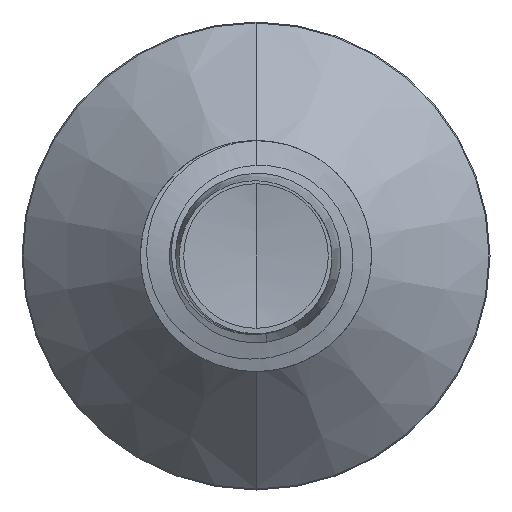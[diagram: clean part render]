
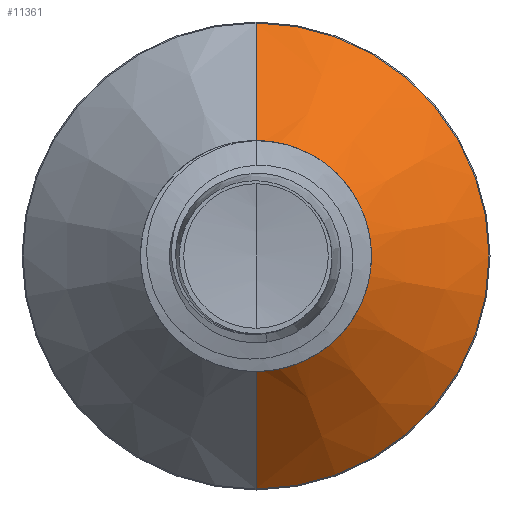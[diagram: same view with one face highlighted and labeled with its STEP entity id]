
A CAD part, front view. The second image highlights one B-rep face of the part: STEP entity #11361.
In plain terms, the highlighted conical face has half-angle 45 degrees and reference radius 0.859 mm.
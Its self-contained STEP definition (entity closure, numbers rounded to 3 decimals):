
#679 = CARTESIAN_POINT ( 'NONE',  ( 0., 2.684, 0. ) ) ;
#702 = CARTESIAN_POINT ( 'NONE',  ( 0., 2.684, 0. ) ) ;
#720 = ORIENTED_EDGE ( 'NONE', *, *, #9766, .T. ) ;
#1128 = EDGE_CURVE ( 'NONE', #3824, #3355, #8607, .T. ) ;
#1514 = ORIENTED_EDGE ( 'NONE', *, *, #8840, .F. ) ;
#1750 = DIRECTION ( 'NONE',  ( 0., 0., 1. ) ) ;
#1953 = VECTOR ( 'NONE', #13204, 1000. ) ;
#2765 = DIRECTION ( 'NONE',  ( 0., 1., 0. ) ) ;
#2849 = DIRECTION ( 'NONE',  ( 0., 0.707, -0.707 ) ) ;
#3355 = VERTEX_POINT ( 'NONE', #11156 ) ;
#3647 = DIRECTION ( 'NONE',  ( 0., 1., 0. ) ) ;
#3686 = AXIS2_PLACEMENT_3D ( 'NONE', #9802, #3647, #10817 ) ;
#3785 = VERTEX_POINT ( 'NONE', #6476 ) ;
#3824 = VERTEX_POINT ( 'NONE', #7512 ) ;
#5235 = ORIENTED_EDGE ( 'NONE', *, *, #1128, .F. ) ;
#5341 = CONICAL_SURFACE ( 'NONE', #6659, 0.859, 0.785 ) ;
#5534 = AXIS2_PLACEMENT_3D ( 'NONE', #702, #7928, #1750 ) ;
#6476 = CARTESIAN_POINT ( 'NONE',  ( 0., 2.684, 0.859 ) ) ;
#6659 = AXIS2_PLACEMENT_3D ( 'NONE', #679, #2765, #6876 ) ;
#6703 = ORIENTED_EDGE ( 'NONE', *, *, #11534, .T. ) ;
#6876 = DIRECTION ( 'NONE',  ( 0., 0., 1. ) ) ;
#7308 = EDGE_LOOP ( 'NONE', ( #720, #6703, #5235, #1514 ) ) ;
#7512 = CARTESIAN_POINT ( 'NONE',  ( 0., 3.642, 1.817 ) ) ;
#7928 = DIRECTION ( 'NONE',  ( 0., 1., 0. ) ) ;
#7997 = CARTESIAN_POINT ( 'NONE',  ( 0., 2.684, -0.859 ) ) ;
#8075 = LINE ( 'NONE', #7997, #13146 ) ;
#8393 = FACE_OUTER_BOUND ( 'NONE', #7308, .T. ) ;
#8607 = CIRCLE ( 'NONE', #3686, 1.817 ) ;
#8840 = EDGE_CURVE ( 'NONE', #3785, #3824, #10145, .T. ) ;
#8934 = CARTESIAN_POINT ( 'NONE',  ( 0., 2.684, -0.859 ) ) ;
#9766 = EDGE_CURVE ( 'NONE', #3785, #11954, #10936, .T. ) ;
#9802 = CARTESIAN_POINT ( 'NONE',  ( 0., 3.642, 0. ) ) ;
#10145 = LINE ( 'NONE', #13162, #1953 ) ;
#10817 = DIRECTION ( 'NONE',  ( 0., 0., 1. ) ) ;
#10936 = CIRCLE ( 'NONE', #5534, 0.859 ) ;
#11156 = CARTESIAN_POINT ( 'NONE',  ( 0., 3.642, -1.817 ) ) ;
#11361 = ADVANCED_FACE ( 'NONE', ( #8393 ), #5341, .T. ) ;
#11534 = EDGE_CURVE ( 'NONE', #11954, #3355, #8075, .T. ) ;
#11954 = VERTEX_POINT ( 'NONE', #8934 ) ;
#13146 = VECTOR ( 'NONE', #2849, 1000. ) ;
#13162 = CARTESIAN_POINT ( 'NONE',  ( 0., 2.684, 0.859 ) ) ;
#13204 = DIRECTION ( 'NONE',  ( 0., 0.707, 0.707 ) ) ;
